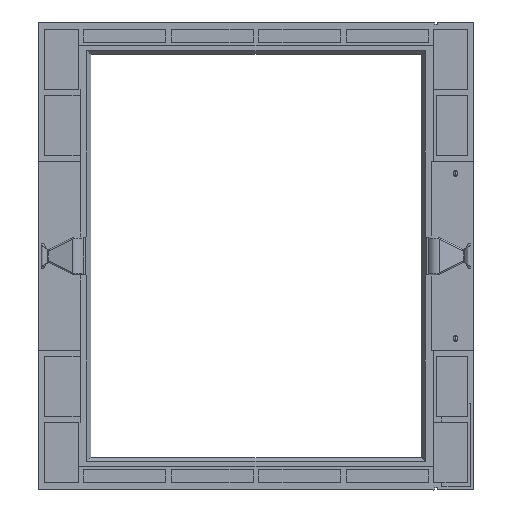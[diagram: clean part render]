
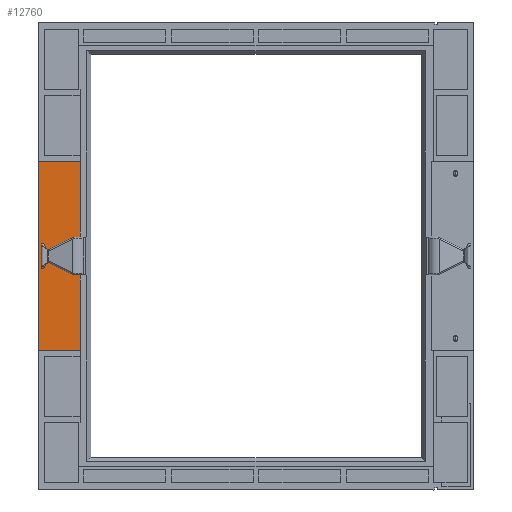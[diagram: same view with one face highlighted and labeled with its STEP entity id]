
A CAD part, front view. The second image highlights one B-rep face of the part: STEP entity #12760.
In plain terms, the highlighted planar face has unit normal (0, -1, 0).
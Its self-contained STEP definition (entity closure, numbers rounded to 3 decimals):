
#3796=DIRECTION('',(1.,0.,0.));
#3797=VECTOR('',#3796,14.544);
#3798=CARTESIAN_POINT('',(-71.544,114.5,-79.496));
#3799=LINE('',#3798,#3797);
#3804=DIRECTION('',(1.,0.,0.));
#3805=VECTOR('',#3804,14.544);
#3806=CARTESIAN_POINT('',(-71.544,114.5,-13.496));
#3807=LINE('',#3806,#3805);
#3808=DIRECTION('',(0.,0.,-1.));
#3809=VECTOR('',#3808,66.);
#3810=CARTESIAN_POINT('',(-57.,114.5,-13.496));
#3811=LINE('',#3810,#3809);
#3812=DIRECTION('',(0.,0.,1.));
#3813=VECTOR('',#3812,66.);
#3814=CARTESIAN_POINT('',(-71.544,114.5,-79.496));
#3815=LINE('',#3814,#3813);
#4843=CARTESIAN_POINT('',(-57.,114.5,-79.496));
#4844=VERTEX_POINT('',#4843);
#4845=CARTESIAN_POINT('',(-57.,114.5,-13.496));
#4846=VERTEX_POINT('',#4845);
#5274=CARTESIAN_POINT('',(-71.544,114.5,-13.496));
#5275=VERTEX_POINT('',#5274);
#5276=CARTESIAN_POINT('',(-71.544,114.5,-79.496));
#5277=VERTEX_POINT('',#5276);
#12748=CARTESIAN_POINT('',(-64.272,114.5,-46.496));
#12749=DIRECTION('',(0.,1.,0.));
#12750=DIRECTION('',(0.,0.,-1.));
#12751=AXIS2_PLACEMENT_3D('',#12748,#12749,#12750);
#12752=PLANE('',#12751);
#12754=ORIENTED_EDGE('',*,*,#12753,.T.);
#12755=ORIENTED_EDGE('',*,*,#6525,.T.);
#12756=ORIENTED_EDGE('',*,*,#12735,.F.);
#12757=ORIENTED_EDGE('',*,*,#10380,.T.);
#12758=EDGE_LOOP('',(#12754,#12755,#12756,#12757));
#12759=FACE_OUTER_BOUND('',#12758,.F.);
#6525=EDGE_CURVE('',#4846,#4844,#3811,.T.);
#10380=EDGE_CURVE('',#5277,#5275,#3815,.T.);
#12735=EDGE_CURVE('',#5277,#4844,#3799,.T.);
#12753=EDGE_CURVE('',#5275,#4846,#3807,.T.);
#12760=ADVANCED_FACE('',(#12759),#12752,.F.);
